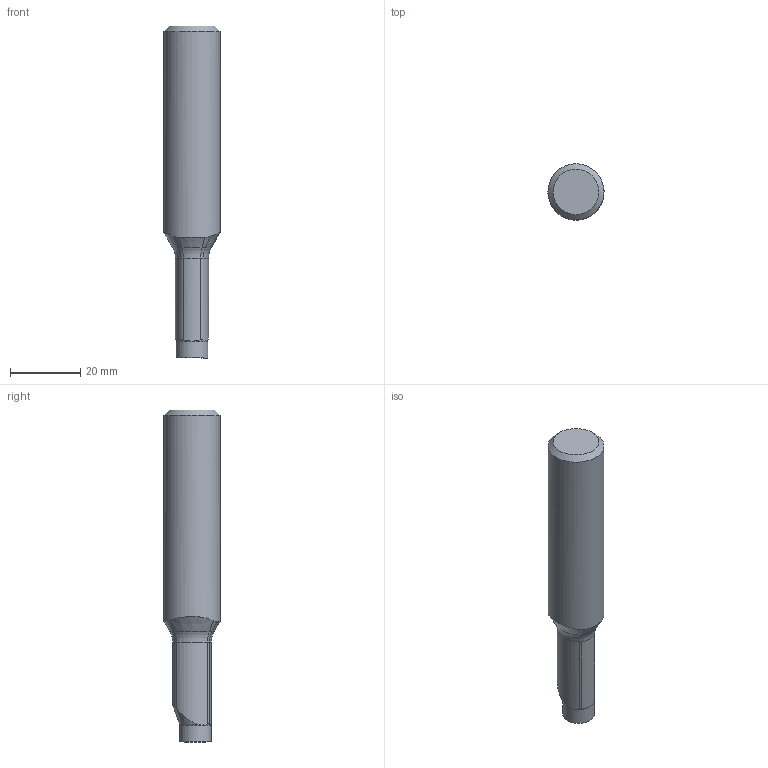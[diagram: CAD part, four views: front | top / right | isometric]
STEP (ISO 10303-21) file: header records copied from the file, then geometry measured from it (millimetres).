
FILE_DESCRIPTION(/* description */ (''),/* implementation_level */ '2;1');
FILE_NAME(/* name */ '1589870267031.stp',/* time_stamp */ '2020-05-19T12:07:59+06:00',/* author */ (''),/* organization */ ('SMS'),/* preprocessor_version */ 'ST-DEVELOPER v16.7',/* originating_system */ 'SIEMENS PLM Software NX 12.0',/* authorisation */ '');
FILE_SCHEMA (('AUTOMOTIVE_DESIGN { 1 0 10303 214 3 1 1 1 }'));
Length unit declared in the file: millimetre
Products named in the file (1): 202735189mod000_00
Bounding box: 16 x 16 x 94.7 mm (x, y, z)
Volume: 15018.1 mm3; surface area: 4409.1 mm2
Topology: 1 solids, 1 shells, 33 faces, 79 edges, 51 vertices
Faces by surface type: cone 12, cylinder 10, torus 9, plane 2
Full cylindrical faces by diameter (mm): 9 x1, 16 x1
Entity records: 1063 total; most frequent: CARTESIAN_POINT 283, DIRECTION 156, ORIENTED_EDGE 148, EDGE_CURVE 74, AXIS2_PLACEMENT_3D 70, VERTEX_POINT 46, EDGE_LOOP 36, ADVANCED_FACE 33
